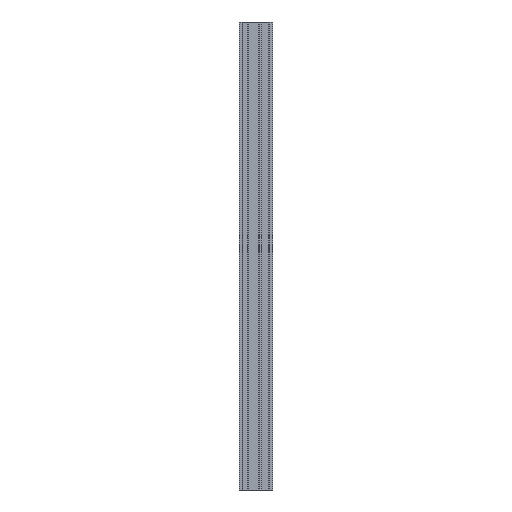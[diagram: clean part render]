
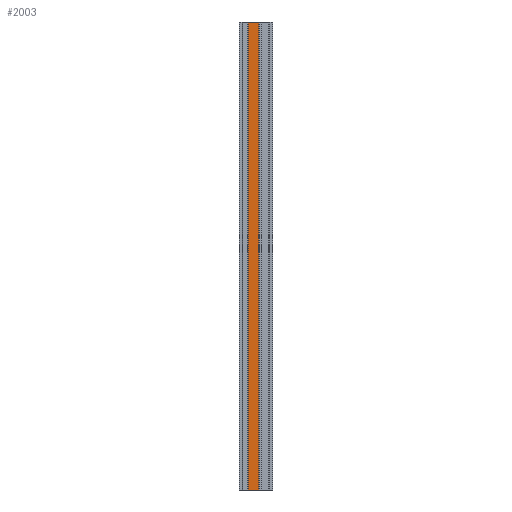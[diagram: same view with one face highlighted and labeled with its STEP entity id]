
A CAD part, front view. The second image highlights one B-rep face of the part: STEP entity #2003.
In plain terms, the highlighted planar face has unit normal (0, -1, 0).
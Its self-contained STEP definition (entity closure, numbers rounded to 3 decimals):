
#17=PLANE('',#2182);
#74=FACE_OUTER_BOUND('',#180,.T.);
#180=EDGE_LOOP('',(#1440,#1441,#1442,#1443));
#338=LINE('',#3179,#548);
#339=LINE('',#3183,#549);
#340=LINE('',#3187,#550);
#341=LINE('',#3188,#551);
#548=VECTOR('',#2499,10.);
#549=VECTOR('',#2504,10.);
#550=VECTOR('',#2509,10.);
#551=VECTOR('',#2510,10.);
#909=VERTEX_POINT('',#3176);
#910=VERTEX_POINT('',#3178);
#911=VERTEX_POINT('',#3182);
#912=VERTEX_POINT('',#3186);
#1119=EDGE_CURVE('',#909,#910,#338,.T.);
#1121=EDGE_CURVE('',#910,#911,#339,.T.);
#1123=EDGE_CURVE('',#912,#909,#340,.T.);
#1124=EDGE_CURVE('',#911,#912,#341,.T.);
#1440=ORIENTED_EDGE('',*,*,#1121,.F.);
#1441=ORIENTED_EDGE('',*,*,#1119,.F.);
#1442=ORIENTED_EDGE('',*,*,#1123,.F.);
#1443=ORIENTED_EDGE('',*,*,#1124,.F.);
#2003=ADVANCED_FACE('',(#74),#17,.T.);
#2182=AXIS2_PLACEMENT_3D('',#3185,#2507,#2508);
#2499=DIRECTION('',(1.,0.,0.));
#2504=DIRECTION('',(0.,0.,-1.));
#2507=DIRECTION('center_axis',(0.,-1.,0.));
#2508=DIRECTION('ref_axis',(-1.,0.,0.));
#2509=DIRECTION('',(0.,0.,1.));
#2510=DIRECTION('',(-1.,0.,0.));
#3176=CARTESIAN_POINT('',(-5.9,-4.5,0.));
#3178=CARTESIAN_POINT('',(3.9,-4.5,0.));
#3179=CARTESIAN_POINT('',(-6.,-4.5,0.));
#3182=CARTESIAN_POINT('',(3.9,-4.5,-426.72));
#3183=CARTESIAN_POINT('',(3.9,-4.5,0.));
#3185=CARTESIAN_POINT('Origin',(4.,-4.5,0.));
#3186=CARTESIAN_POINT('',(-5.9,-4.5,-426.72));
#3187=CARTESIAN_POINT('',(-5.9,-4.5,0.));
#3188=CARTESIAN_POINT('',(-6.,-4.5,-426.72));
